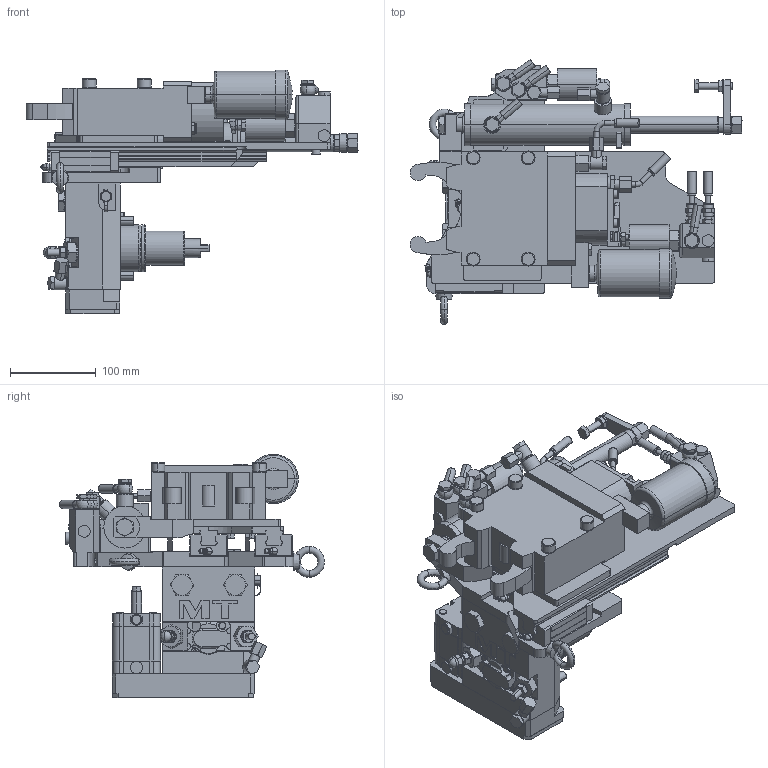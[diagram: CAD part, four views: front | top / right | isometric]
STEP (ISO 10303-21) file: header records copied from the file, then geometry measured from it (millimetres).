
FILE_DESCRIPTION((''),'2;1');
FILE_NAME('DWO0930300_CONF','2023-04-14T10:15:25',('gvalli'),('M.T. srl'),'CREO PARAMETRIC BY PTC INC, 2021072','CREO PARAMETRIC BY PTC INC, 2021072','');
FILE_SCHEMA(('CONFIG_CONTROL_DESIGN'));
Products named in the file (1): DWO0930300_CONF
Bounding box: 386.62 x 308.69 x 284 mm (x, y, z)
Volume: 5087566.1 mm3; surface area: 549191.5 mm2
Topology: 5 solids, 5 shells, 2242 faces, 5777 edges, 3638 vertices
Faces by surface type: plane 1249, cylinder 626, cone 256, torus 73, sphere 26, bspline 8, revolution 2, extrusion 2
Entity records: 79290 total; most frequent: CARTESIAN_POINT 24440, ORIENTED_EDGE 11506, DIRECTION 11417, EDGE_CURVE 5753, AXIS2_PLACEMENT_3D 4010, VERTEX_POINT 3638, VECTOR 3395, LINE 3393
